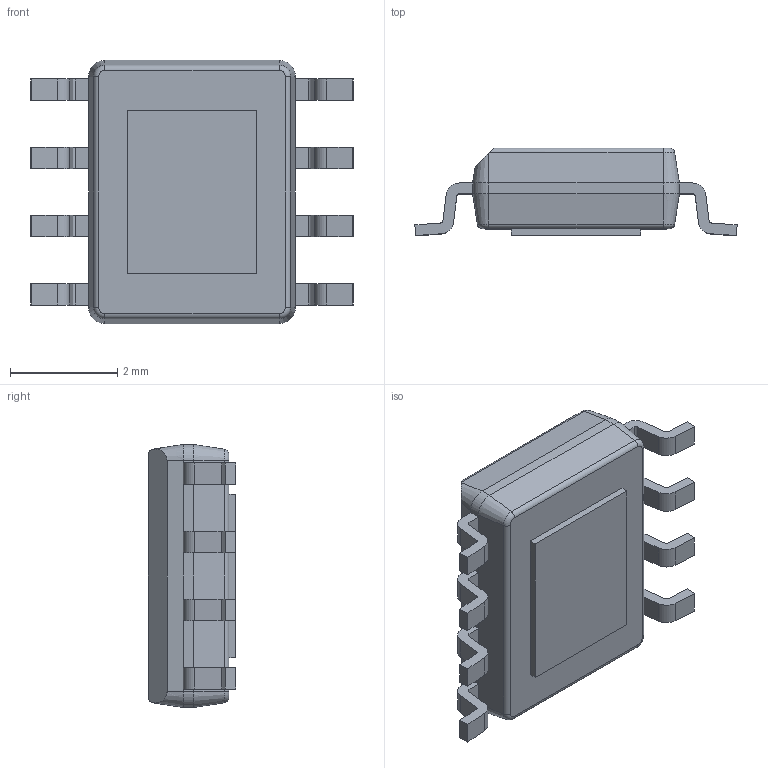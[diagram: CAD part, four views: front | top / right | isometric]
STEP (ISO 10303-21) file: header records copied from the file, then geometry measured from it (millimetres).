
FILE_DESCRIPTION (( 'STEP AP214' ), '1' );
FILE_NAME ('PAM2423AECADJR.STEP', '2023-03-28T23:45:06', ( '' ), ( '' ), 'SwSTEP 2.0', 'SolidWorks 2021', '' );
FILE_SCHEMA (( 'AUTOMOTIVE_DESIGN' ));
Length unit declared in the file: millimetre
Products named in the file (1): PAM2423AECADJR
Bounding box: 6 x 1.63 x 4.9 mm (x, y, z)
Volume: 28.8 mm3; surface area: 91.3 mm2
Topology: 11 solids, 11 shells, 165 faces, 398 edges, 256 vertices
Faces by surface type: plane 104, cylinder 47, cone 8, torus 6
Entity records: 4896 total; most frequent: CARTESIAN_POINT 832, DIRECTION 830, ORIENTED_EDGE 796, EDGE_CURVE 398, VECTOR 290, LINE 290, AXIS2_PLACEMENT_3D 270, VERTEX_POINT 256
